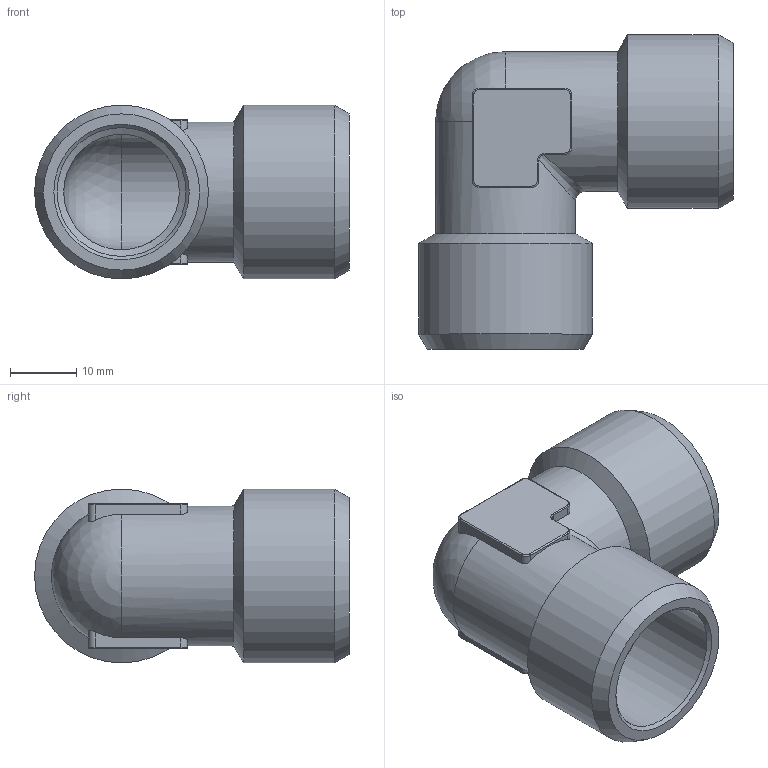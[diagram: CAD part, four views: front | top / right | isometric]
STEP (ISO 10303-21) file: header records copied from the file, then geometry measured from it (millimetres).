
FILE_DESCRIPTION( ( 'STEP AP214' ), '1' );
FILE_NAME( 'psolqas_9080_48.stp', '2021-03-04T17:29:44', ( 'License CC BY-ND 4.0' ), ( 'CADENAS' ), ' ', 'PARTsolutions', ' ' );
FILE_SCHEMA( ( 'AUTOMOTIVE_DESIGN { 1 0 10303 214 1 1 1 1 }' ) );
Length unit declared in the file: metre
Products named in the file (1): NONE
Bounding box: 47.66 x 47.66 x 26.31 mm (x, y, z)
Volume: 12414.5 mm3; surface area: 9644.4 mm2
Topology: 1 solids, 1 shells, 71 faces, 178 edges, 107 vertices
Faces by surface type: cylinder 32, plane 16, torus 12, cone 8, sphere 2, bspline 1
Full cylindrical faces by diameter (mm): 17.5 x2, 19.5 x2, 21.2 x2, 26.314 x2
Entity records: 2965 total; most frequent: CARTESIAN_POINT 801, DIRECTION 346, ORIENTED_EDGE 306, EDGE_CURVE 153, AXIS2_PLACEMENT_3D 145, VERTEX_POINT 100, EDGE_LOOP 89, FACE_OUTER_BOUND 79
